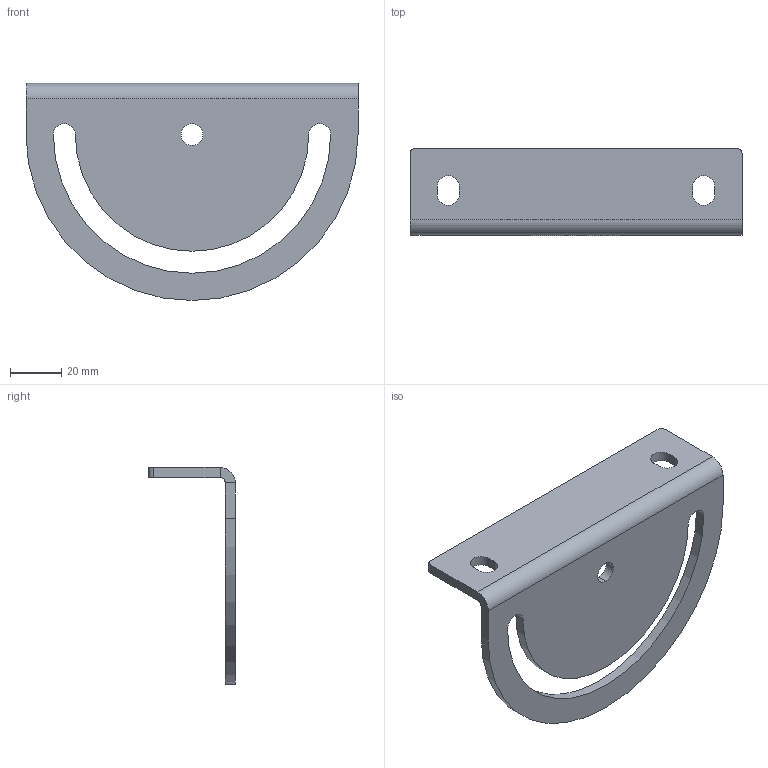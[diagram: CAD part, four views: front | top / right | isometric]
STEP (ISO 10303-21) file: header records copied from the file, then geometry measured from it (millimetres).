
FILE_DESCRIPTION (( 'STEP AP203' ), '1' );
FILE_NAME ('SNS.40.50.KT.01. Ïîâîðîòíûé êðîíøòåéí êðåïëåíèÿ 40, 45, 50.STEP', '2017-08-28T10:39:53', ( '' ), ( '' ), 'SwSTEP 2.0', 'SolidWorks 2017', '' );
FILE_SCHEMA (( 'CONFIG_CONTROL_DESIGN' ));
Length unit declared in the file: millimetre
Products named in the file (1): SNS.40.50.KT.01. Ïîâîðîòíûé êðîíøòåéí êðåïëåíèÿ 40, 45, 50
Bounding box: 130 x 34 x 85 mm (x, y, z)
Volume: 45107.5 mm3; surface area: 26006.9 mm2
Topology: 1 solids, 1 shells, 32 faces, 82 edges, 52 vertices
Faces by surface type: cylinder 17, plane 15
Entity records: 1069 total; most frequent: DIRECTION 182, CARTESIAN_POINT 167, ORIENTED_EDGE 164, EDGE_CURVE 82, AXIS2_PLACEMENT_3D 67, VERTEX_POINT 52, VECTOR 48, LINE 48
